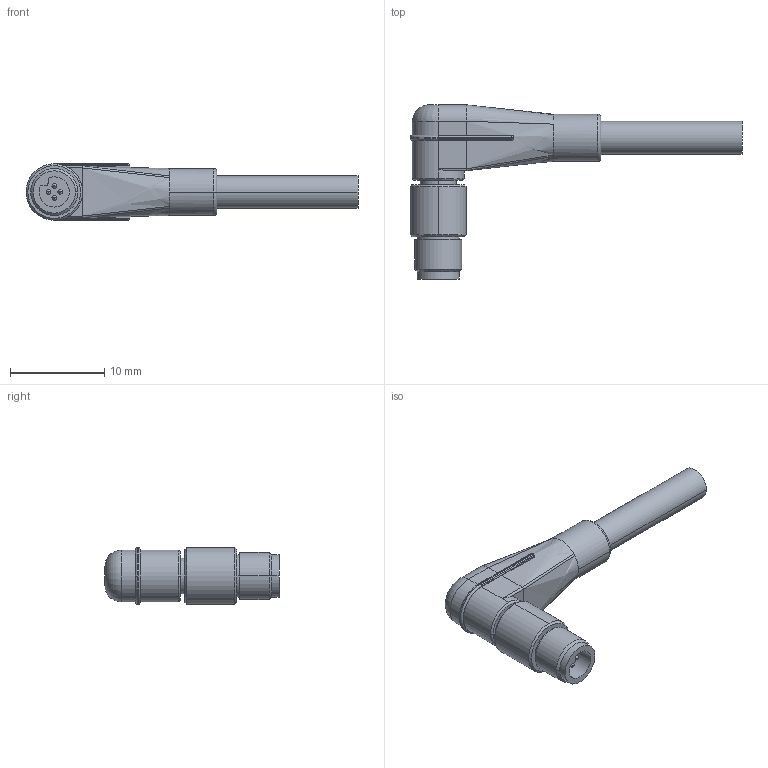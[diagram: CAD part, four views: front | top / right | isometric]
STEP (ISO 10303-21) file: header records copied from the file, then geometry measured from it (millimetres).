
FILE_DESCRIPTION(('SolidDesigner STEP Export'),'2;1');
FILE_NAME('1530401.stp','2012-08-30T12:11:47',(''),(''),'CoCreate Modeling STEP processor for AP214 (Solid Model)','CoCreate Modeling 16.00E 25-Sep-2009 (C) Parametric Technology GmbH','');
FILE_SCHEMA(('AUTOMOTIVE_DESIGN { 1 0 10303 214 1 1 1 1 }'));
Length unit declared in the file: millimetre
Products named in the file (2): 1530401
Assembly tree (1 placements, depth 2):
  1530401
    1530401
Bounding box: 35.25 x 18.5 x 6 mm (x, y, z)
Volume: 926.2 mm3; surface area: 902 mm2
Topology: 1 solids, 1 shells, 114 faces, 279 edges, 173 vertices
Faces by surface type: cylinder 54, plane 26, torus 16, bspline 8, cone 6, sphere 4
Entity records: 4206 total; most frequent: CARTESIAN_POINT 915, ORIENTED_EDGE 550, DIRECTION 428, EDGE_CURVE 275, VERTEX_POINT 173, AXIS2_PLACEMENT_3D 164, EDGE_LOOP 124, COLOUR_RGB 115
